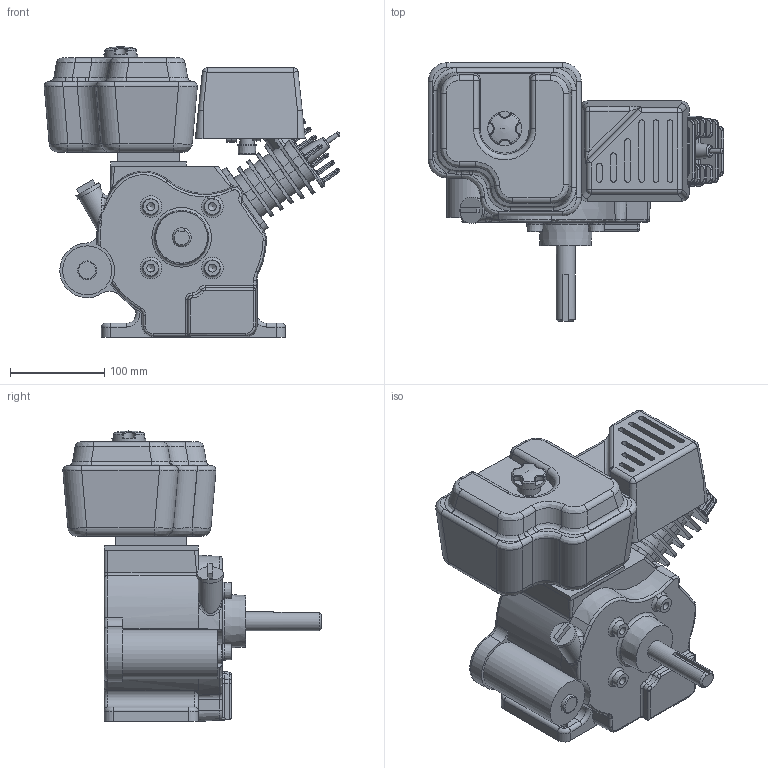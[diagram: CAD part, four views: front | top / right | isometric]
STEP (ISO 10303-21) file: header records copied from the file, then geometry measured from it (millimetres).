
FILE_DESCRIPTION(/* description */ ('Unknown'),/* implementation_level */ '2;1');
FILE_NAME(/* name */ 'Engine1',/* time_stamp */ '2021-10-17T12:27:38+01:00',/* author */ ('Unknown'),/* organization */ ('Unknown'),/* preprocessor_version */ 'ST-DEVELOPER v16.7',/* originating_system */ 'Solid Edge',/* authorisation */ 'Unknown');
FILE_SCHEMA (('AUTOMOTIVE_DESIGN {1 0 10303 214 3 1 1}'));
Length unit declared in the file: millimetre
Products named in the file (5): Engine1; Carb1; AirCleaner1; FuelTank1
Assembly tree (4 placements, depth 2):
  Engine1
    Engine1
    Carb1
    AirCleaner1
    FuelTank1
Bounding box: 313.14 x 273.59 x 308 mm (x, y, z)
Volume: 6664136.8 mm3; surface area: 430385.2 mm2
Topology: 4 solids, 4 shells, 824 faces, 2005 edges, 1210 vertices
Faces by surface type: cylinder 301, plane 236, bspline 188, torus 58, cone 32, sphere 9
Full cylindrical faces by diameter (mm): 5 x1, 7.5 x4, 8.5 x4, 15 x1, 20 x2, 21 x1, 22 x2, 25 x2, 28 x1, 36 x1, 52 x1
Entity records: 37510 total; most frequent: CARTESIAN_POINT 14100, DIRECTION 3884, ORIENTED_EDGE 3820, EDGE_CURVE 1910, AXIS2_PLACEMENT_3D 1545, VERTEX_POINT 1180, FACE_BOUND 918, EDGE_LOOP 913
